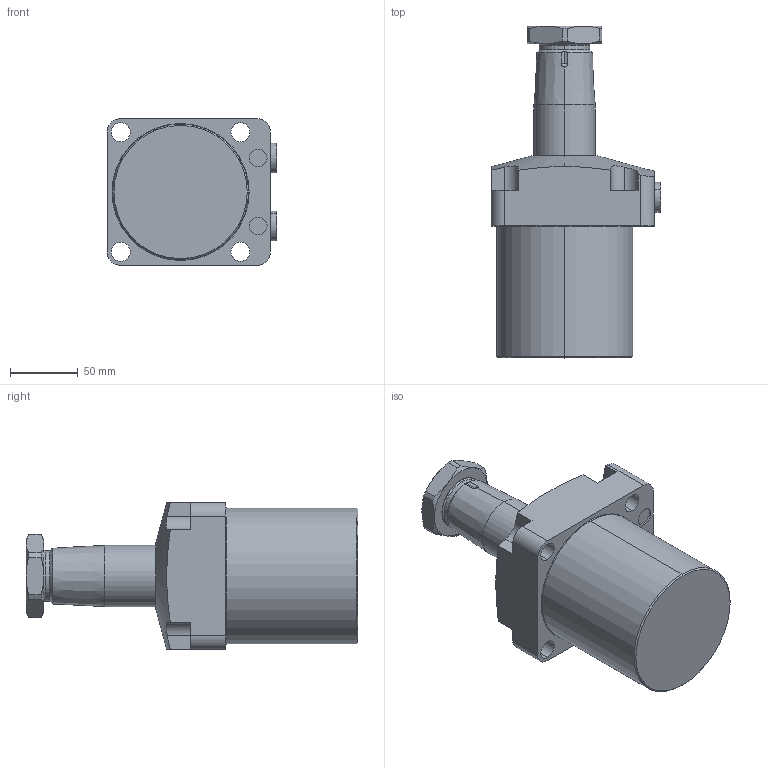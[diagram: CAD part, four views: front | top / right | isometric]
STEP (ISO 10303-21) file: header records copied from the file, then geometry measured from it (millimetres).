
FILE_DESCRIPTION (( 'STEP AP203' ), '1' );
FILE_NAME ('HCTU25-L.STEP', '2019-10-14T05:54:41', ( '微软用户' ), ( '微软中国' ), 'SwSTEP 2.0', 'SolidWorks 2012', '' );
FILE_SCHEMA (( 'CONFIG_CONTROL_DESIGN' ));
Length unit declared in the file: millimetre
Products named in the file (5): CTU25掛极_______; CTU25活塞杆_______; CTU25蹟譫_______; CTU25黑芛_______; HCTU25-L
Assembly tree (5 placements, depth 2):
  HCTU25-L
    CTU25掛极_______
    CTU25活塞杆_______
    CTU25蹟譫_______
    CTU25黑芛_______  x2
Bounding box: 124.8 x 244 x 108 mm (x, y, z)
Volume: 1412527.8 mm3; surface area: 113143.8 mm2
Topology: 5 solids, 5 shells, 177 faces, 405 edges, 252 vertices
Faces by surface type: cylinder 65, plane 65, cone 40, torus 6, sphere 1
Entity records: 5352 total; most frequent: CARTESIAN_POINT 1241, DIRECTION 778, ORIENTED_EDGE 716, EDGE_CURVE 358, AXIS2_PLACEMENT_3D 310, VERTEX_POINT 224, EDGE_LOOP 178, VECTOR 158
